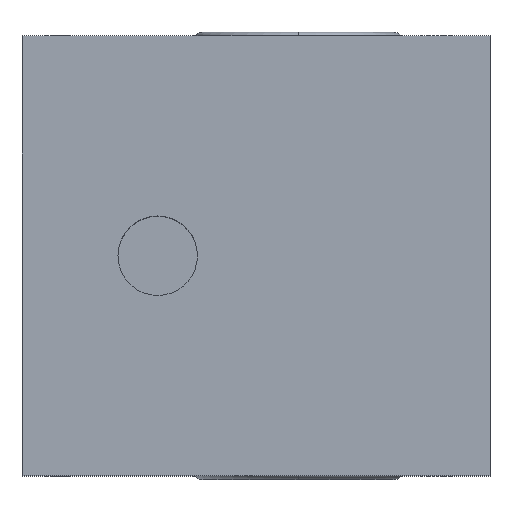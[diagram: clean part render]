
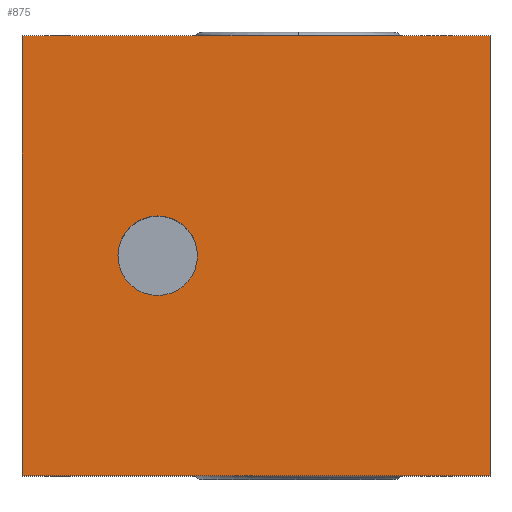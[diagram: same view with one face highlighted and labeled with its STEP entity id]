
A CAD part, top view. The second image highlights one B-rep face of the part: STEP entity #875.
In plain terms, the highlighted planar face has unit normal (0, 0, 1).
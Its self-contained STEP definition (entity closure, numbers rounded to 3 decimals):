
#30 = CARTESIAN_POINT ( 'NONE',  ( 25., 23.5, 15. ) ) ;
#68 = CARTESIAN_POINT ( 'NONE',  ( -25., 23.5, 15. ) ) ;
#82 = EDGE_CURVE ( 'NONE', #1555, #1593, #423, .T. ) ;
#100 = EDGE_LOOP ( 'NONE', ( #718, #251, #1740, #1273 ) ) ;
#178 = AXIS2_PLACEMENT_3D ( 'NONE', #1307, #369, #241 ) ;
#215 = VECTOR ( 'NONE', #963, 1000. ) ;
#222 = CARTESIAN_POINT ( 'NONE',  ( -10.5, 0., 15. ) ) ;
#241 = DIRECTION ( 'NONE',  ( 1., 0., 0. ) ) ;
#251 = ORIENTED_EDGE ( 'NONE', *, *, #990, .F. ) ;
#265 = VECTOR ( 'NONE', #1018, 1000. ) ;
#286 = CARTESIAN_POINT ( 'NONE',  ( -14.75, 0., 15. ) ) ;
#305 = CARTESIAN_POINT ( 'NONE',  ( -6.25, 0., 15. ) ) ;
#351 = DIRECTION ( 'NONE',  ( 1., 0., 0. ) ) ;
#369 = DIRECTION ( 'NONE',  ( 0., 0., 1. ) ) ;
#374 = CARTESIAN_POINT ( 'NONE',  ( 25., 23.5, 15. ) ) ;
#380 = VECTOR ( 'NONE', #868, 1000. ) ;
#423 = CIRCLE ( 'NONE', #1271, 4.25 ) ;
#458 = EDGE_LOOP ( 'NONE', ( #1248, #1205 ) ) ;
#466 = FACE_BOUND ( 'NONE', #458, .T. ) ;
#546 = LINE ( 'NONE', #747, #380 ) ;
#558 = CARTESIAN_POINT ( 'NONE',  ( 25., -23.5, 15. ) ) ;
#580 = DIRECTION ( 'NONE',  ( 0., 0., -1. ) ) ;
#618 = VERTEX_POINT ( 'NONE', #878 ) ;
#661 = EDGE_CURVE ( 'NONE', #1399, #618, #1716, .T. ) ;
#663 = LINE ( 'NONE', #30, #215 ) ;
#718 = ORIENTED_EDGE ( 'NONE', *, *, #809, .T. ) ;
#747 = CARTESIAN_POINT ( 'NONE',  ( -25., 23.5, 15. ) ) ;
#760 = CARTESIAN_POINT ( 'NONE',  ( -25., -23.5, 15. ) ) ;
#809 = EDGE_CURVE ( 'NONE', #618, #848, #1283, .T. ) ;
#848 = VERTEX_POINT ( 'NONE', #558 ) ;
#868 = DIRECTION ( 'NONE',  ( 1., 0., 0. ) ) ;
#875 = ADVANCED_FACE ( 'NONE', ( #466, #970 ), #1529, .F. ) ;
#878 = CARTESIAN_POINT ( 'NONE',  ( -25., -23.5, 15. ) ) ;
#963 = DIRECTION ( 'NONE',  ( 0., -1., 0. ) ) ;
#970 = FACE_OUTER_BOUND ( 'NONE', #100, .T. ) ;
#990 = EDGE_CURVE ( 'NONE', #1208, #848, #663, .T. ) ;
#1018 = DIRECTION ( 'NONE',  ( 1., 0., 0. ) ) ;
#1071 = CARTESIAN_POINT ( 'NONE',  ( -25., 23.5, 15. ) ) ;
#1132 = DIRECTION ( 'NONE',  ( 0., -1., 0. ) ) ;
#1136 = AXIS2_PLACEMENT_3D ( 'NONE', #1071, #580, #1385 ) ;
#1153 = DIRECTION ( 'NONE',  ( 0., 0., 1. ) ) ;
#1205 = ORIENTED_EDGE ( 'NONE', *, *, #1218, .F. ) ;
#1208 = VERTEX_POINT ( 'NONE', #374 ) ;
#1218 = EDGE_CURVE ( 'NONE', #1593, #1555, #1391, .T. ) ;
#1248 = ORIENTED_EDGE ( 'NONE', *, *, #82, .F. ) ;
#1271 = AXIS2_PLACEMENT_3D ( 'NONE', #222, #1153, #351 ) ;
#1273 = ORIENTED_EDGE ( 'NONE', *, *, #661, .T. ) ;
#1283 = LINE ( 'NONE', #760, #265 ) ;
#1307 = CARTESIAN_POINT ( 'NONE',  ( -10.5, 0., 15. ) ) ;
#1342 = EDGE_CURVE ( 'NONE', #1399, #1208, #546, .T. ) ;
#1385 = DIRECTION ( 'NONE',  ( -1., 0., 0. ) ) ;
#1391 = CIRCLE ( 'NONE', #178, 4.25 ) ;
#1399 = VERTEX_POINT ( 'NONE', #1685 ) ;
#1529 = PLANE ( 'NONE',  #1136 ) ;
#1555 = VERTEX_POINT ( 'NONE', #305 ) ;
#1593 = VERTEX_POINT ( 'NONE', #286 ) ;
#1610 = VECTOR ( 'NONE', #1132, 1000. ) ;
#1685 = CARTESIAN_POINT ( 'NONE',  ( -25., 23.5, 15. ) ) ;
#1716 = LINE ( 'NONE', #68, #1610 ) ;
#1740 = ORIENTED_EDGE ( 'NONE', *, *, #1342, .F. ) ;
